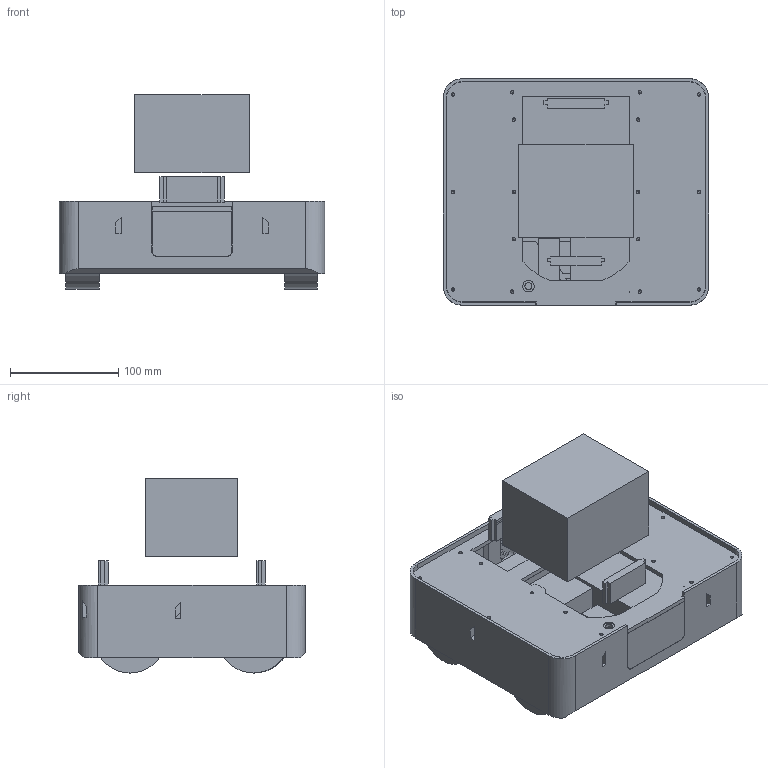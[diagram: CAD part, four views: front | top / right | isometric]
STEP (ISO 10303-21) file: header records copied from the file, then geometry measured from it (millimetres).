
FILE_DESCRIPTION(/* description */ (''),/* implementation_level */ '2;1');
FILE_NAME(/* name */ 'v1-transfer.step',/* time_stamp */ '2021-01-10T16:46:43-07:00',/* author */ (''),/* organization */ (''),/* preprocessor_version */ 'ST-DEVELOPER v18.1',/* originating_system */ 'Autodesk Translation Framework v9.7.1.1290',/* authorisation */ '');
FILE_SCHEMA (('AUTOMOTIVE_DESIGN { 1 0 10303 214 3 1 1 }'));
Length unit declared in the file: millimetre
Products named in the file (1): TrueBot1
Bounding box: 244.87 x 209 x 179.1 mm (x, y, z)
Volume: 2590737.4 mm3; surface area: 528992.6 mm2
Topology: 18 solids, 18 shells, 854 faces, 2429 edges, 1606 vertices
Faces by surface type: plane 673, cylinder 153, cone 28
Full cylindrical faces by diameter (mm): 3 x2, 3.2 x16, 3.249 x8, 5 x8, 5.15 x8, 6.4 x1, 10.6 x1, 12 x8, 66 x4
Entity records: 28182 total; most frequent: CARTESIAN_POINT 5058, ORIENTED_EDGE 4858, DIRECTION 4558, EDGE_CURVE 2429, LINE 1986, VECTOR 1986, VERTEX_POINT 1606, AXIS2_PLACEMENT_3D 1286
